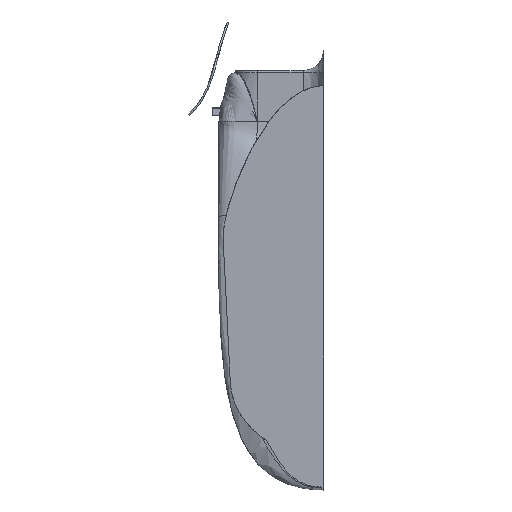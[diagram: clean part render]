
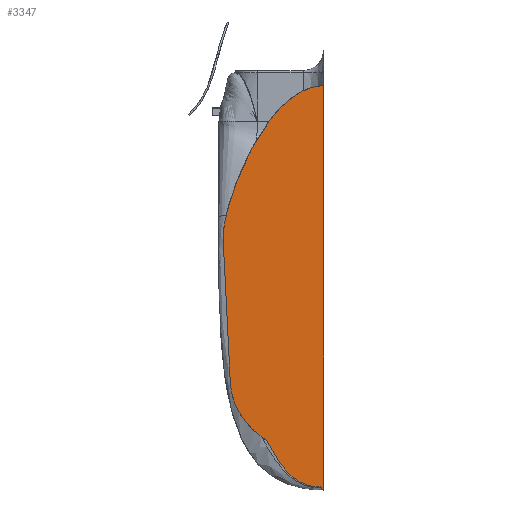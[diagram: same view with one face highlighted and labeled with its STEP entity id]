
A CAD part, front view. The second image highlights one B-rep face of the part: STEP entity #3347.
In plain terms, the highlighted free-form (B-spline) face has degree [1, 1] with [2, 2] control points.
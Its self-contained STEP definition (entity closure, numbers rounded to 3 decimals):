
#2113 = VERTEX_POINT('',#2114);
#2114 = CARTESIAN_POINT('',(-4.976,-47.721,
    -582.752));
#2163 = VERTEX_POINT('',#2164);
#2164 = CARTESIAN_POINT('',(-79.477,-47.721,
    -518.833));
#2173 = EDGE_CURVE('',#2163,#2113,#2174,.T.);
#2174 = B_SPLINE_CURVE_WITH_KNOTS('',3,(#2175,#2176,#2177,#2178,#2179,
    #2180,#2181,#2182,#2183,#2184,#2185,#2186,#2187,#2188,#2189,#2190,
    #2191,#2192,#2193,#2194,#2195,#2196,#2197,#2198,#2199,#2200,#2201,
    #2202,#2203,#2204,#2205),.UNSPECIFIED.,.F.,.F.,(4,2,2,2,2,2,1,2,2,2,
    2,2,2,2,2,4),(0.267,0.278,0.283,
    0.289,0.299,0.305,0.31,
    0.321,0.326,0.329,0.332,
    0.343,0.345,0.348,0.351,
    0.354),.UNSPECIFIED.);
#2175 = CARTESIAN_POINT('',(-79.477,-47.721,
    -518.833));
#2176 = CARTESIAN_POINT('',(-77.569,-47.721,
    -522.717));
#2177 = CARTESIAN_POINT('',(-75.57,-47.721,
    -526.556));
#2178 = CARTESIAN_POINT('',(-72.401,-47.721,
    -532.23));
#2179 = CARTESIAN_POINT('',(-71.315,-47.721,
    -534.108));
#2180 = CARTESIAN_POINT('',(-69.085,-47.721,
    -537.824));
#2181 = CARTESIAN_POINT('',(-67.94,-47.721,
    -539.662));
#2182 = CARTESIAN_POINT('',(-64.408,-47.721,
    -545.108));
#2183 = CARTESIAN_POINT('',(-61.926,-47.721,
    -548.652));
#2184 = CARTESIAN_POINT('',(-57.947,-47.721,
    -553.794));
#2185 = CARTESIAN_POINT('',(-56.577,-47.721,
    -555.481));
#2186 = CARTESIAN_POINT('',(-53.759,-47.721,
    -558.758));
#2187 = CARTESIAN_POINT('',(-49.412,-47.721,
    -563.538));
#2188 = CARTESIAN_POINT('',(-44.643,-47.721,
    -567.847));
#2189 = CARTESIAN_POINT('',(-39.509,-47.721,
    -571.747));
#2190 = CARTESIAN_POINT('',(-37.735,-47.721,
    -572.977));
#2191 = CARTESIAN_POINT('',(-34.964,-47.721,
    -574.698));
#2192 = CARTESIAN_POINT('',(-34.018,-47.721,
    -575.253));
#2193 = CARTESIAN_POINT('',(-32.109,-47.721,
    -576.305));
#2194 = CARTESIAN_POINT('',(-31.144,-47.721,
    -576.803));
#2195 = CARTESIAN_POINT('',(-26.268,-47.721,
    -579.153));
#2196 = CARTESIAN_POINT('',(-22.201,-47.721,
    -580.577));
#2197 = CARTESIAN_POINT('',(-16.885,-47.721,
    -581.721));
#2198 = CARTESIAN_POINT('',(-15.807,-47.721,
    -581.919));
#2199 = CARTESIAN_POINT('',(-13.644,-47.721,
    -582.246));
#2200 = CARTESIAN_POINT('',(-12.562,-47.721,
    -582.376));
#2201 = CARTESIAN_POINT('',(-10.397,-47.721,
    -582.57));
#2202 = CARTESIAN_POINT('',(-9.313,-47.721,
    -582.634));
#2203 = CARTESIAN_POINT('',(-7.145,-47.721,
    -582.703));
#2204 = CARTESIAN_POINT('',(-6.06,-47.721,
    -582.731));
#2205 = CARTESIAN_POINT('',(-4.976,-47.721,
    -582.752));
#3057 = VERTEX_POINT('',#3058);
#3058 = CARTESIAN_POINT('',(0.,-47.721,-18.259));
#3064 = EDGE_CURVE('',#3057,#3065,#3067,.T.);
#3065 = VERTEX_POINT('',#3066);
#3066 = CARTESIAN_POINT('',(0.,-47.721,-585.777));
#3067 = B_SPLINE_CURVE_WITH_KNOTS('',1,(#3068,#3069),.UNSPECIFIED.,.F.,
  .F.,(2,2),(-41.74,433.955),.PIECEWISE_BEZIER_KNOTS.);
#3068 = CARTESIAN_POINT('',(0.,-47.721,-18.259));
#3069 = CARTESIAN_POINT('',(0.,-47.721,-585.777));
#3347 = ADVANCED_FACE('',(#3348),#3401,.F.);
#3348 = FACE_BOUND('',#3349,.T.);
#3349 = EDGE_LOOP('',(#3350,#3359,#3367,#3374,#3382,#3387,#3388,#3395,
    #3400));
#3350 = ORIENTED_EDGE('',*,*,#3351,.F.);
#3351 = EDGE_CURVE('',#3352,#3057,#3354,.T.);
#3352 = VERTEX_POINT('',#3353);
#3353 = CARTESIAN_POINT('',(-141.508,-47.721,
    -231.67));
#3354 = B_SPLINE_CURVE_WITH_KNOTS('',3,(#3355,#3356,#3357,#3358),
  .UNSPECIFIED.,.F.,.F.,(4,4),(0.,1.),
  .PIECEWISE_BEZIER_KNOTS.);
#3355 = CARTESIAN_POINT('',(-141.508,-47.721,
    -231.67));
#3356 = CARTESIAN_POINT('',(-141.484,-47.721,
    -180.722));
#3357 = CARTESIAN_POINT('',(-79.596,-47.721,
    -18.259));
#3358 = CARTESIAN_POINT('',(0.,-47.721,-18.259));
#3359 = ORIENTED_EDGE('',*,*,#3360,.T.);
#3360 = EDGE_CURVE('',#3352,#3361,#3363,.T.);
#3361 = VERTEX_POINT('',#3362);
#3362 = CARTESIAN_POINT('',(-141.507,-47.721,
    -231.73));
#3363 = ( BOUNDED_CURVE() B_SPLINE_CURVE(2,(#3364,#3365,#3366),
.UNSPECIFIED.,.F.,.F.) B_SPLINE_CURVE_WITH_KNOTS((3,3),(1.57,
1.621),.PIECEWISE_BEZIER_KNOTS.) CURVE() 
GEOMETRIC_REPRESENTATION_ITEM() RATIONAL_B_SPLINE_CURVE((1.,
1.,1.)) REPRESENTATION_ITEM('') );
#3364 = CARTESIAN_POINT('',(-141.508,-47.721,
    -231.67));
#3365 = CARTESIAN_POINT('',(-141.508,-47.721,
    -231.7));
#3366 = CARTESIAN_POINT('',(-141.507,-47.721,
    -231.73));
#3367 = ORIENTED_EDGE('',*,*,#3368,.F.);
#3368 = EDGE_CURVE('',#3369,#3361,#3371,.T.);
#3369 = VERTEX_POINT('',#3370);
#3370 = CARTESIAN_POINT('',(-131.316,-47.721,
    -435.16));
#3371 = B_SPLINE_CURVE_WITH_KNOTS('',1,(#3372,#3373),.UNSPECIFIED.,.F.,
  .F.,(2,2),(-170.754,-0.025),
  .PIECEWISE_BEZIER_KNOTS.);
#3372 = CARTESIAN_POINT('',(-131.316,-47.721,
    -435.16));
#3373 = CARTESIAN_POINT('',(-141.507,-47.721,
    -231.73));
#3374 = ORIENTED_EDGE('',*,*,#3375,.F.);
#3375 = EDGE_CURVE('',#3376,#3369,#3378,.T.);
#3376 = VERTEX_POINT('',#3377);
#3377 = CARTESIAN_POINT('',(-98.14,-47.721,
    -502.821));
#3378 = ( BOUNDED_CURVE() B_SPLINE_CURVE(2,(#3379,#3380,#3381),
.UNSPECIFIED.,.F.,.F.) B_SPLINE_CURVE_WITH_KNOTS((3,3),(3.851,
4.662),.PIECEWISE_BEZIER_KNOTS.) CURVE() 
GEOMETRIC_REPRESENTATION_ITEM() RATIONAL_B_SPLINE_CURVE((1.,
0.919,1.)) REPRESENTATION_ITEM('') );
#3379 = CARTESIAN_POINT('',(-98.14,-47.721,
    -502.821));
#3380 = CARTESIAN_POINT('',(-129.264,-47.721,
    -476.118));
#3381 = CARTESIAN_POINT('',(-131.316,-47.721,
    -435.16));
#3382 = ORIENTED_EDGE('',*,*,#3383,.F.);
#3383 = EDGE_CURVE('',#2163,#3376,#3384,.T.);
#3384 = B_SPLINE_CURVE_WITH_KNOTS('',1,(#3385,#3386),.UNSPECIFIED.,.F.,
  .F.,(2,2),(-20.612,0.),.PIECEWISE_BEZIER_KNOTS.);
#3385 = CARTESIAN_POINT('',(-79.477,-47.721,
    -518.833));
#3386 = CARTESIAN_POINT('',(-98.14,-47.721,
    -502.821));
#3387 = ORIENTED_EDGE('',*,*,#2173,.T.);
#3388 = ORIENTED_EDGE('',*,*,#3389,.F.);
#3389 = EDGE_CURVE('',#3390,#2113,#3392,.T.);
#3390 = VERTEX_POINT('',#3391);
#3391 = CARTESIAN_POINT('',(-1.449,-47.721,
    -585.777));
#3392 = B_SPLINE_CURVE_WITH_KNOTS('',1,(#3393,#3394),.UNSPECIFIED.,.F.,
  .F.,(2,2),(-106.787,-102.893),.PIECEWISE_BEZIER_KNOTS.);
#3393 = CARTESIAN_POINT('',(-1.449,-47.721,
    -585.777));
#3394 = CARTESIAN_POINT('',(-4.976,-47.721,
    -582.752));
#3395 = ORIENTED_EDGE('',*,*,#3396,.T.);
#3396 = EDGE_CURVE('',#3390,#3065,#3397,.T.);
#3397 = B_SPLINE_CURVE_WITH_KNOTS('',1,(#3398,#3399),.UNSPECIFIED.,.F.,
  .F.,(2,2),(-1.215,0.),.PIECEWISE_BEZIER_KNOTS.);
#3398 = CARTESIAN_POINT('',(-1.449,-47.721,
    -585.777));
#3399 = CARTESIAN_POINT('',(0.,-47.721,-585.777));
#3400 = ORIENTED_EDGE('',*,*,#3064,.F.);
#3401 = B_SPLINE_SURFACE_WITH_KNOTS('',1,1,(
    (#3402,#3403)
    ,(#3404,#3405
    )),.UNSPECIFIED.,.F.,.F.,.F.,(2,2),(2,2),(-433.955,
    41.74),(-118.612,0.),.PIECEWISE_BEZIER_KNOTS.);
#3402 = CARTESIAN_POINT('',(-141.508,-47.721,
    -585.777));
#3403 = CARTESIAN_POINT('',(0.,-47.721,-585.777));
#3404 = CARTESIAN_POINT('',(-141.508,-47.721,
    -18.259));
#3405 = CARTESIAN_POINT('',(0.,-47.721,-18.259));
